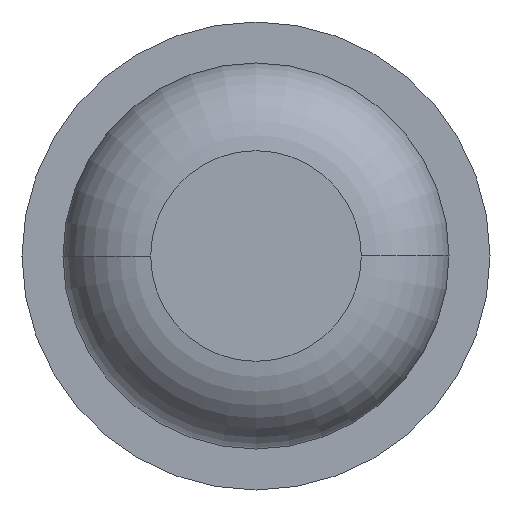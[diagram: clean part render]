
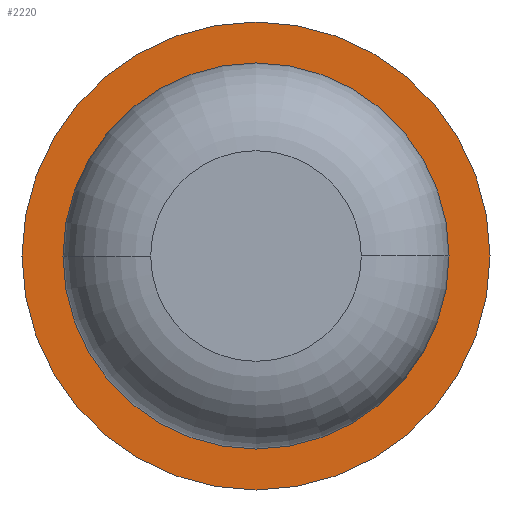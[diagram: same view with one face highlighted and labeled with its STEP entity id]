
A CAD part, front view. The second image highlights one B-rep face of the part: STEP entity #2220.
In plain terms, the highlighted planar face has unit normal (0, -1, 0).
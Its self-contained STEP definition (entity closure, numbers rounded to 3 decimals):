
#163 = CARTESIAN_POINT ( 'NONE',  ( -0.825, -6., 0. ) ) ;
#197 = CARTESIAN_POINT ( 'NONE',  ( 0., -6., 0. ) ) ;
#521 = DIRECTION ( 'NONE',  ( -1., 0., 0. ) ) ;
#684 = VERTEX_POINT ( 'NONE', #1706 ) ;
#776 = EDGE_CURVE ( 'Defeature ausgef�hrt1_7+Defeature ausgef�hrt1_0+Defeature ausgef�hrt1_0+Defeature ausgef�hrt1_0', #3506, #2437, #4061, .T. ) ;
#777 = EDGE_LOOP ( 'NONE', ( #2034, #2503 ) ) ;
#810 = DIRECTION ( 'NONE',  ( 0., 1., 0. ) ) ;
#845 = AXIS2_PLACEMENT_3D ( 'NONE', #2913, #1289, #1617 ) ;
#1095 = EDGE_CURVE ( 'Defeature ausgef�hrt1_8+Defeature ausgef�hrt1_7+Defeature ausgef�hrt1_7+Defeature ausgef�hrt1_7', #2215, #684, #1803, .T. ) ;
#1147 = CIRCLE ( 'NONE', #3383, 0.825 ) ;
#1289 = DIRECTION ( 'NONE',  ( 0., 1., 0. ) ) ;
#1591 = CARTESIAN_POINT ( 'NONE',  ( -1., -6., 0. ) ) ;
#1617 = DIRECTION ( 'NONE',  ( -1., 0., 0. ) ) ;
#1655 = CIRCLE ( 'NONE', #1824, 1. ) ;
#1706 = CARTESIAN_POINT ( 'NONE',  ( 1., -6., 0. ) ) ;
#1747 = EDGE_CURVE ( 'Defeature ausgef�hrt1_8+Defeature ausgef�hrt1_7+Defeature ausgef�hrt1_7+Defeature ausgef�hrt1_7', #684, #2215, #1655, .T. ) ;
#1752 = FACE_OUTER_BOUND ( 'NONE', #3082, .T. ) ;
#1803 = CIRCLE ( 'NONE', #845, 1. ) ;
#1824 = AXIS2_PLACEMENT_3D ( 'NONE', #3766, #2513, #2524 ) ;
#1957 = FACE_BOUND ( 'NONE', #777, .T. ) ;
#2034 = ORIENTED_EDGE ( 'NONE', *, *, #776, .T. ) ;
#2215 = VERTEX_POINT ( 'NONE', #1591 ) ;
#2220 = ADVANCED_FACE ( 'Defeature ausgef�hrt1_7', ( #1752, #1957 ), #3679, .F. ) ;
#2305 = ORIENTED_EDGE ( 'NONE', *, *, #1095, .F. ) ;
#2437 = VERTEX_POINT ( 'NONE', #2634 ) ;
#2503 = ORIENTED_EDGE ( 'NONE', *, *, #3535, .T. ) ;
#2513 = DIRECTION ( 'NONE',  ( 0., 1., 0. ) ) ;
#2524 = DIRECTION ( 'NONE',  ( -1., 0., 0. ) ) ;
#2546 = DIRECTION ( 'NONE',  ( 0., 1., 0. ) ) ;
#2634 = CARTESIAN_POINT ( 'NONE',  ( 0.825, -6., 0. ) ) ;
#2687 = DIRECTION ( 'NONE',  ( -1., 0., 0. ) ) ;
#2717 = CARTESIAN_POINT ( 'NONE',  ( 0., -6., 0. ) ) ;
#2869 = DIRECTION ( 'NONE',  ( -1., 0., 0. ) ) ;
#2913 = CARTESIAN_POINT ( 'NONE',  ( 0., -6., 0. ) ) ;
#3082 = EDGE_LOOP ( 'NONE', ( #2305, #3336 ) ) ;
#3274 = AXIS2_PLACEMENT_3D ( 'NONE', #3706, #2546, #2869 ) ;
#3336 = ORIENTED_EDGE ( 'NONE', *, *, #1747, .F. ) ;
#3383 = AXIS2_PLACEMENT_3D ( 'NONE', #197, #810, #521 ) ;
#3506 = VERTEX_POINT ( 'NONE', #163 ) ;
#3535 = EDGE_CURVE ( 'Defeature ausgef�hrt1_7+Defeature ausgef�hrt1_0+Defeature ausgef�hrt1_0+Defeature ausgef�hrt1_0', #2437, #3506, #1147, .T. ) ;
#3662 = AXIS2_PLACEMENT_3D ( 'NONE', #2717, #3957, #2687 ) ;
#3679 = PLANE ( 'NONE',  #3274 ) ;
#3706 = CARTESIAN_POINT ( 'NONE',  ( 0.825, -6., 0. ) ) ;
#3766 = CARTESIAN_POINT ( 'NONE',  ( 0., -6., 0. ) ) ;
#3957 = DIRECTION ( 'NONE',  ( 0., 1., 0. ) ) ;
#4061 = CIRCLE ( 'NONE', #3662, 0.825 ) ;
